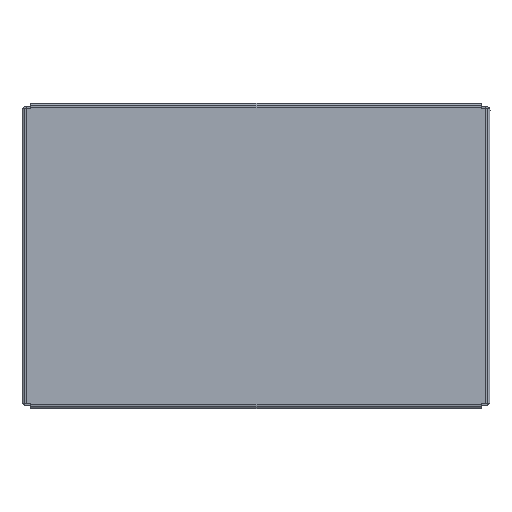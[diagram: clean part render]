
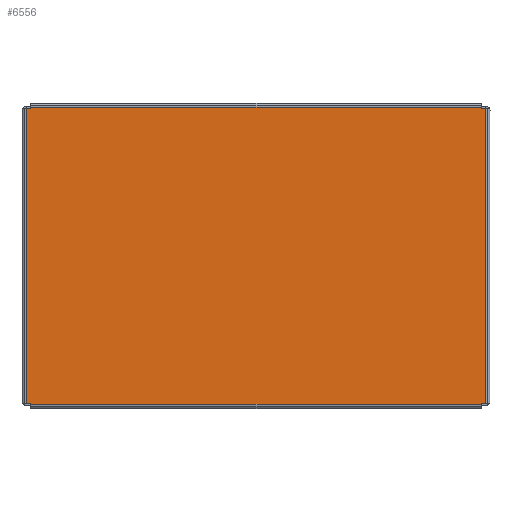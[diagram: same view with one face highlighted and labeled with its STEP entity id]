
A CAD part, top view. The second image highlights one B-rep face of the part: STEP entity #6556.
In plain terms, the highlighted face is planar.
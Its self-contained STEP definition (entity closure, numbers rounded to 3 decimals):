
#6540=AXIS2_PLACEMENT_3D('Plane Axis2P3D',#6537,#6538,#6539) ;
#3829=CARTESIAN_POINT('Vertex',(-195.5,-78.,-152.414)) ;
#3832=CARTESIAN_POINT('Line Origine',(-197.359,-78.,-152.414)) ;
#3836=CARTESIAN_POINT('Vertex',(-199.217,-78.,-152.414)) ;
#3998=CARTESIAN_POINT('Vertex',(-199.217,-78.,103.586)) ;
#4001=CARTESIAN_POINT('Line Origine',(-197.359,-78.,103.586)) ;
#4005=CARTESIAN_POINT('Vertex',(-195.5,-78.,103.586)) ;
#4108=CARTESIAN_POINT('Line Origine',(-199.217,-78.,-24.414)) ;
#5226=CARTESIAN_POINT('Vertex',(195.5,-78.,104.303)) ;
#5229=CARTESIAN_POINT('Line Origine',(195.5,-78.,103.944)) ;
#5233=CARTESIAN_POINT('Vertex',(195.5,-78.,103.586)) ;
#5270=CARTESIAN_POINT('Line Origine',(0.,-78.,104.303)) ;
#5274=CARTESIAN_POINT('Vertex',(-195.5,-78.,104.303)) ;
#5306=CARTESIAN_POINT('Line Origine',(-195.5,-78.,103.944)) ;
#5764=CARTESIAN_POINT('Vertex',(199.217,-78.,-152.414)) ;
#5767=CARTESIAN_POINT('Line Origine',(197.358,-78.,-152.414)) ;
#5771=CARTESIAN_POINT('Vertex',(195.5,-78.,-152.414)) ;
#5828=CARTESIAN_POINT('Line Origine',(199.217,-78.,-24.414)) ;
#5832=CARTESIAN_POINT('Vertex',(199.217,-78.,103.586)) ;
#5880=CARTESIAN_POINT('Line Origine',(197.358,-78.,103.586)) ;
#6160=CARTESIAN_POINT('Vertex',(-195.5,-78.,-153.131)) ;
#6163=CARTESIAN_POINT('Line Origine',(-195.5,-78.,-152.773)) ;
#6197=CARTESIAN_POINT('Line Origine',(0.,-78.,-153.131)) ;
#6201=CARTESIAN_POINT('Vertex',(195.5,-78.,-153.131)) ;
#6228=CARTESIAN_POINT('Line Origine',(195.5,-78.,-152.773)) ;
#6537=CARTESIAN_POINT('Axis2P3D Location',(0.,-78.,-24.414)) ;
#3833=DIRECTION('Vector Direction',(-1.,0.,0.)) ;
#4002=DIRECTION('Vector Direction',(1.,0.,0.)) ;
#4109=DIRECTION('Vector Direction',(0.,0.,1.)) ;
#5230=DIRECTION('Vector Direction',(0.,0.,-1.)) ;
#5271=DIRECTION('Vector Direction',(-1.,0.,0.)) ;
#5307=DIRECTION('Vector Direction',(0.,0.,1.)) ;
#5768=DIRECTION('Vector Direction',(-1.,0.,0.)) ;
#5829=DIRECTION('Vector Direction',(0.,0.,1.)) ;
#5881=DIRECTION('Vector Direction',(1.,0.,0.)) ;
#6164=DIRECTION('Vector Direction',(0.,0.,1.)) ;
#6198=DIRECTION('Vector Direction',(1.,0.,0.)) ;
#6229=DIRECTION('Vector Direction',(0.,0.,-1.)) ;
#6538=DIRECTION('Axis2P3D Direction',(0.,-1.,0.)) ;
#6539=DIRECTION('Axis2P3D XDirection',(-1.,0.,0.)) ;
#3834=VECTOR('Line Direction',#3833,1.) ;
#4003=VECTOR('Line Direction',#4002,1.) ;
#4110=VECTOR('Line Direction',#4109,1.) ;
#5231=VECTOR('Line Direction',#5230,1.) ;
#5272=VECTOR('Line Direction',#5271,1.) ;
#5308=VECTOR('Line Direction',#5307,1.) ;
#5769=VECTOR('Line Direction',#5768,1.) ;
#5830=VECTOR('Line Direction',#5829,1.) ;
#5882=VECTOR('Line Direction',#5881,1.) ;
#6165=VECTOR('Line Direction',#6164,1.) ;
#6199=VECTOR('Line Direction',#6198,1.) ;
#6230=VECTOR('Line Direction',#6229,1.) ;
#6543=ORIENTED_EDGE('',*,*,#5834,.T.) ;
#6544=ORIENTED_EDGE('',*,*,#5884,.F.) ;
#6545=ORIENTED_EDGE('',*,*,#5235,.F.) ;
#6546=ORIENTED_EDGE('',*,*,#5276,.T.) ;
#6547=ORIENTED_EDGE('',*,*,#5310,.F.) ;
#6548=ORIENTED_EDGE('',*,*,#4007,.F.) ;
#6549=ORIENTED_EDGE('',*,*,#4112,.F.) ;
#6550=ORIENTED_EDGE('',*,*,#3838,.F.) ;
#6551=ORIENTED_EDGE('',*,*,#6167,.F.) ;
#6552=ORIENTED_EDGE('',*,*,#6203,.T.) ;
#6553=ORIENTED_EDGE('',*,*,#6232,.F.) ;
#6554=ORIENTED_EDGE('',*,*,#5773,.F.) ;
#6556=ADVANCED_FACE('',(#6555),#6541,.T.) ;
#3838=EDGE_CURVE('',#3830,#3837,#3835,.T.) ;
#4007=EDGE_CURVE('',#3999,#4006,#4004,.T.) ;
#4112=EDGE_CURVE('',#3837,#3999,#4111,.T.) ;
#5235=EDGE_CURVE('',#5227,#5234,#5232,.T.) ;
#5276=EDGE_CURVE('',#5227,#5275,#5273,.T.) ;
#5310=EDGE_CURVE('',#4006,#5275,#5309,.T.) ;
#5773=EDGE_CURVE('',#5765,#5772,#5770,.T.) ;
#5834=EDGE_CURVE('',#5765,#5833,#5831,.T.) ;
#5884=EDGE_CURVE('',#5234,#5833,#5883,.T.) ;
#6167=EDGE_CURVE('',#6161,#3830,#6166,.T.) ;
#6203=EDGE_CURVE('',#6161,#6202,#6200,.T.) ;
#6232=EDGE_CURVE('',#5772,#6202,#6231,.T.) ;
#6542=EDGE_LOOP('',(#6543,#6544,#6545,#6546,#6547,#6548,#6549,#6550,#6551,#6552,#6553,#6554)) ;
#6555=FACE_OUTER_BOUND('',#6542,.T.) ;
#3835=LINE('Line',#3832,#3834) ;
#4004=LINE('Line',#4001,#4003) ;
#4111=LINE('Line',#4108,#4110) ;
#5232=LINE('Line',#5229,#5231) ;
#5273=LINE('Line',#5270,#5272) ;
#5309=LINE('Line',#5306,#5308) ;
#5770=LINE('Line',#5767,#5769) ;
#5831=LINE('Line',#5828,#5830) ;
#5883=LINE('Line',#5880,#5882) ;
#6166=LINE('Line',#6163,#6165) ;
#6200=LINE('Line',#6197,#6199) ;
#6231=LINE('Line',#6228,#6230) ;
#6541=PLANE('',#6540) ;
#3830=VERTEX_POINT('',#3829) ;
#3837=VERTEX_POINT('',#3836) ;
#3999=VERTEX_POINT('',#3998) ;
#4006=VERTEX_POINT('',#4005) ;
#5227=VERTEX_POINT('',#5226) ;
#5234=VERTEX_POINT('',#5233) ;
#5275=VERTEX_POINT('',#5274) ;
#5765=VERTEX_POINT('',#5764) ;
#5772=VERTEX_POINT('',#5771) ;
#5833=VERTEX_POINT('',#5832) ;
#6161=VERTEX_POINT('',#6160) ;
#6202=VERTEX_POINT('',#6201) ;
